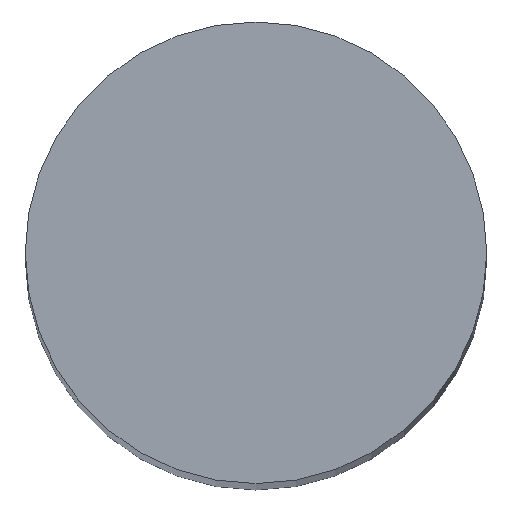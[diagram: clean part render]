
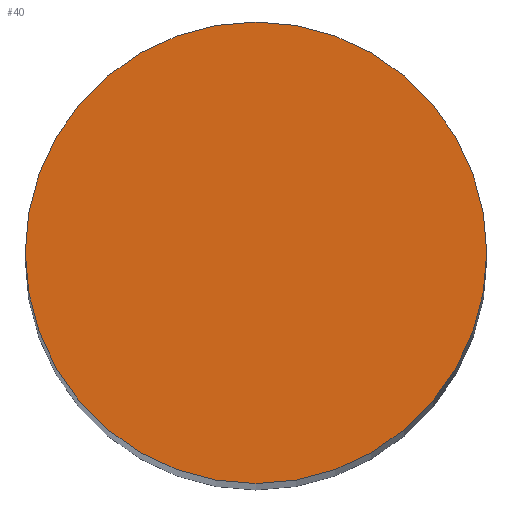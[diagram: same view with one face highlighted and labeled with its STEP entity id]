
A CAD part, top view. The second image highlights one B-rep face of the part: STEP entity #40.
In plain terms, the highlighted planar face has unit normal (0, 0, 1).
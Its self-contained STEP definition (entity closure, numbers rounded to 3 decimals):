
#19=FACE_OUTER_BOUND('',#22,.T.);
#22=EDGE_LOOP('',(#32));
#25=CIRCLE('',#68,17.5);
#27=VERTEX_POINT('',#88);
#29=EDGE_CURVE('',#27,#27,#25,.T.);
#32=ORIENTED_EDGE('',*,*,#29,.T.);
#38=PLANE('',#67);
#40=ADVANCED_FACE('',(#19),#38,.T.);
#67=AXIS2_PLACEMENT_3D('',#87,#76,#77);
#68=AXIS2_PLACEMENT_3D('',#89,#78,#79);
#76=DIRECTION('center_axis',(0.,0.,
1.));
#77=DIRECTION('ref_axis',(1.,0.,0.));
#78=DIRECTION('center_axis',(0.,0.,
1.));
#79=DIRECTION('ref_axis',(0.,1.,0.));
#87=CARTESIAN_POINT('Origin',(0.,0.,
-50.));
#88=CARTESIAN_POINT('',(0.,-17.5,-50.));
#89=CARTESIAN_POINT('Origin',(0.,0.,
-50.));
